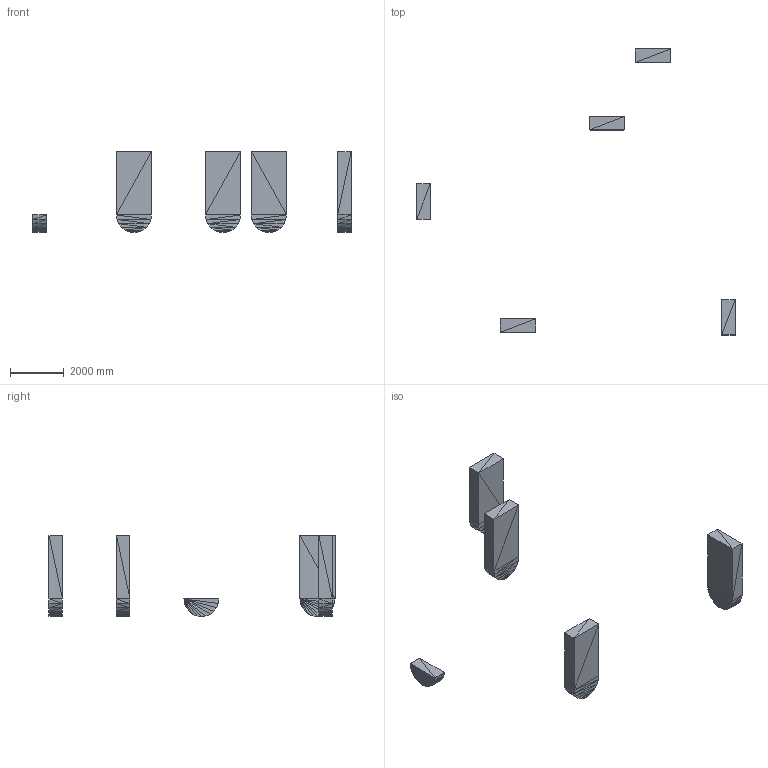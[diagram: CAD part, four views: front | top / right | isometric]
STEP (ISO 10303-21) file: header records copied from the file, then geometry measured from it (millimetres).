
FILE_DESCRIPTION(('FreeCAD Model'),'2;1');
FILE_NAME('AJ-1780.step','2015-12-08T14:29:41',('Author'),(''), 'Open CASCADE STEP processor 6.8','FreeCAD','Unknown');
FILE_SCHEMA(('AUTOMOTIVE_DESIGN_CC2 { 1 2 10303 214 -1 1 5 4 }'));
Length unit declared in the file: millimetre
Products named in the file (1): Fusion
Bounding box: 11800 x 10600 x 3000 mm (x, y, z)
Surface area: 93842834.6 mm2 (no closed solid volume)
Topology: 0 solids, 19 shells, 280 faces, 412 edges, 146 vertices
Faces by surface type: plane 280
Entity records: 20350 total; most frequent: DIRECTION 3382, CARTESIAN_POINT 3131, LINE 2320, VECTOR 2320, ORIENTED_EDGE 1590, PCURVE 1554, DEFINITIONAL_REPRESENTATION 1554, EDGE_CURVE 777
